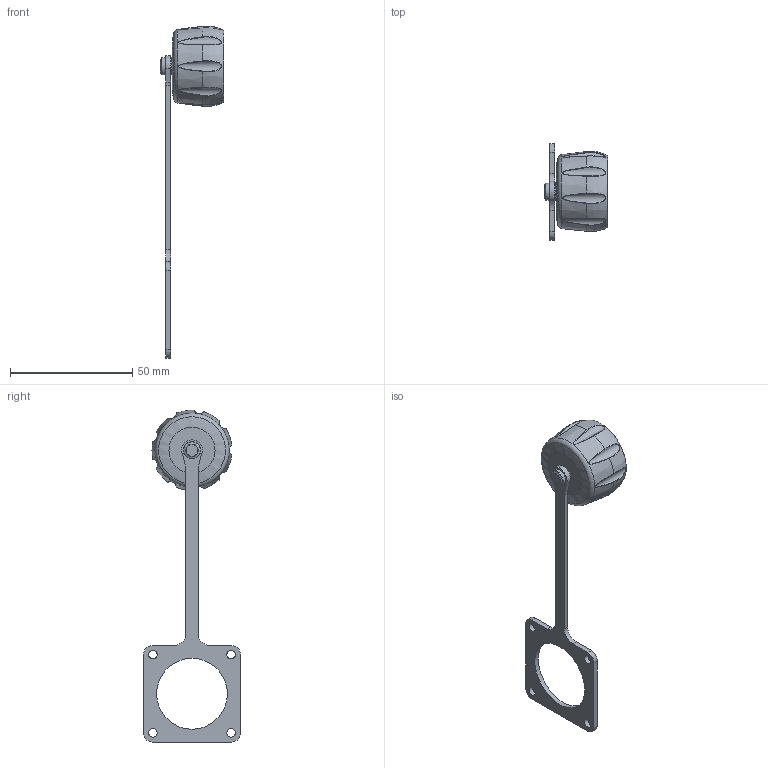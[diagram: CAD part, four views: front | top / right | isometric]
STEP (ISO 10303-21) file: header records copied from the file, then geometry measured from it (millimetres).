
FILE_DESCRIPTION(/* description */ (''),/* implementation_level */ '2;1');
FILE_NAME(/* name */ '08 3109 000 000 002_01-Schutzk mit Halteb_Katalog.stp',/* time_stamp */ '2017-07-04T07:12:21+02:00',/* author */ (''),/* organization */ (''),/* preprocessor_version */ 'ST-DEVELOPER v16',/* originating_system */ 'SIEMENS PLM Software NX 11.0',/* authorisation */ '');
FILE_SCHEMA (('AUTOMOTIVE_DESIGN { 1 0 10303 214 3 1 1 1 }'));
Length unit declared in the file: millimetre
Products named in the file (1): smag1EA85A7Fjuv5
Bounding box: 26 x 39.5 x 135.98 mm (x, y, z)
Volume: 11137.2 mm3; surface area: 8811.5 mm2
Topology: 1 solids, 2 shells, 156 faces, 358 edges, 215 vertices
Faces by surface type: cylinder 59, bspline 44, plane 34, torus 15, cone 4
Full cylindrical faces by diameter (mm): 3.5 x4, 4.8 x1, 5 x1, 7 x2, 19 x1, 27.3 x1, 29 x1
Entity records: 6392 total; most frequent: CARTESIAN_POINT 3162, DIRECTION 654, ORIENTED_EDGE 644, EDGE_CURVE 322, AXIS2_PLACEMENT_3D 279, VERTEX_POINT 205, EDGE_LOOP 201, ADVANCED_FACE 156
